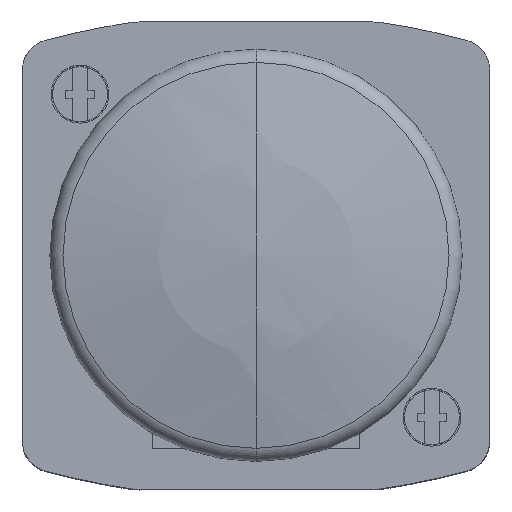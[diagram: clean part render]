
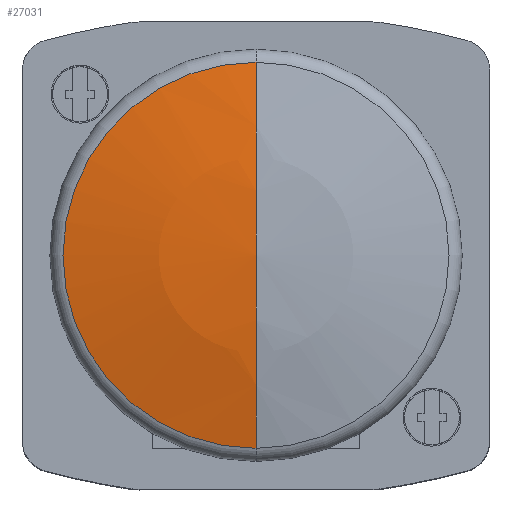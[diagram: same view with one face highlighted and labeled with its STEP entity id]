
A CAD part, top view. The second image highlights one B-rep face of the part: STEP entity #27031.
In plain terms, the highlighted spherical face has radius 120 mm.
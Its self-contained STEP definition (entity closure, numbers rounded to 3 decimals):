
#26754=CARTESIAN_POINT('',(34.,34.,83.389));
#26755=DIRECTION('',(0.,0.,-1.));
#26756=DIRECTION('',(0.,-1.,0.));
#26757=AXIS2_PLACEMENT_3D('',#26754,#26755,#26756);
#26759=CARTESIAN_POINT('',(34.,34.,
-33.278));
#26760=DIRECTION('',(1.,0.,0.));
#26761=DIRECTION('',(0.,0.,1.));
#26762=AXIS2_PLACEMENT_3D('',#26759,#26760,#26761);
#26764=CARTESIAN_POINT('',(34.,34.,
-33.278));
#26765=DIRECTION('',(-1.,0.,0.));
#26766=DIRECTION('',(0.,0.,1.));
#26767=AXIS2_PLACEMENT_3D('',#26764,#26765,#26766);
#26769=CARTESIAN_POINT('',(34.,34.,86.722));
#26770=CARTESIAN_POINT('',(34.,5.915,83.389));
#26771=VERTEX_POINT('',#26769);
#26772=VERTEX_POINT('',#26770);
#26789=CARTESIAN_POINT('',(34.,62.085,83.389));
#26790=VERTEX_POINT('',#26789);
#27019=CARTESIAN_POINT('',(34.,34.,
-33.278));
#27020=DIRECTION('',(0.,0.,-1.));
#27021=DIRECTION('',(0.,-1.,0.));
#27022=AXIS2_PLACEMENT_3D('',#27019,#27020,#27021);
#27023=SPHERICAL_SURFACE('',#27022,120.);
#27025=ORIENTED_EDGE('',*,*,#27024,.T.);
#27026=ORIENTED_EDGE('',*,*,#27014,.T.);
#27028=ORIENTED_EDGE('',*,*,#27027,.F.);
#27029=EDGE_LOOP('',(#27025,#27026,#27028));
#27030=FACE_OUTER_BOUND('',#27029,.F.);
#26758=CIRCLE('',#26757,28.085);
#26763=CIRCLE('',#26762,120.);
#26768=CIRCLE('',#26767,120.);
#27014=EDGE_CURVE('',#26772,#26790,#26758,.T.);
#27024=EDGE_CURVE('',#26771,#26772,#26763,.T.);
#27027=EDGE_CURVE('',#26771,#26790,#26768,.T.);
#27031=ADVANCED_FACE('',(#27030),#27023,.T.);
